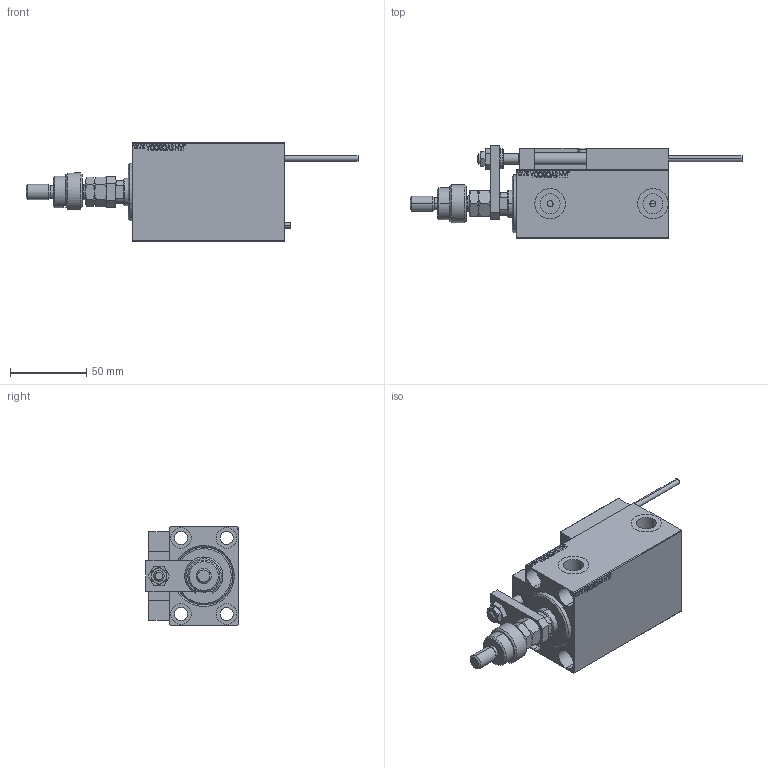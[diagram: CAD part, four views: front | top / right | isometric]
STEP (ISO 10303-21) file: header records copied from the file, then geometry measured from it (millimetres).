
FILE_DESCRIPTION (( 'STEP AP203' ), '1' );
FILE_NAME ('1c59.STEP', '2021-04-19T11:44:46', ( '' ), ( '' ), 'SwSTEP 2.0', 'SolidWorks 2019', '' );
FILE_SCHEMA (( 'CONFIG_CONTROL_DESIGN' ));
Length unit declared in the file: millimetre
Products named in the file (19): ALLEN BOLT D5 a8fa54415c8523b25360b68927fca414; MAGNET a8fa54415c8523b25360b68927fca414; SWITCH_X_FRONT_BACK a8fa54415c8523b25360b68927fca414; TYC_L79 a8fa54415c8523b25360b68927fca414; V450CM_VC_B a8fa54415c8523b25360b68927fca414; Block a8fa54415c8523b25360b68927fca414; SWITCH X a8fa54415c8523b25360b68927fca414; MFA a8fa54415c8523b25360b68927fca414; X_Y_DFA a8fa54415c8523b25360b68927fca414; FEMALE_PART_FOR_DFA a8fa54415c8523b25360b68927fca414; KONCOVKA a8fa54415c8523b25360b68927fca414; V450CM_C_VCP a8fa54415c8523b25360b68927fca414; NUT_D12 a8fa54415c8523b25360b68927fca414; SWITCH DIM B,W a8fa54415c8523b25360b68927fca414; NUT_D10 a8fa54415c8523b25360b68927fca414; V450CM_C a8fa54415c8523b25360b68927fca414; ALLEN BOLT D8 a8fa54415c8523b25360b68927fca414; 1c59; ZARAZKA a8fa54415c8523b25360b68927fca414
Assembly tree (28 placements, depth 3):
  1c59
    V450CM_C a8fa54415c8523b25360b68927fca414
    SWITCH X a8fa54415c8523b25360b68927fca414
      SWITCH_X_FRONT_BACK a8fa54415c8523b25360b68927fca414  x2
      TYC_L79 a8fa54415c8523b25360b68927fca414
      Block a8fa54415c8523b25360b68927fca414  x2
      ALLEN BOLT D5 a8fa54415c8523b25360b68927fca414  x4
      ALLEN BOLT D8 a8fa54415c8523b25360b68927fca414  x4
      MAGNET a8fa54415c8523b25360b68927fca414  x2
      KONCOVKA a8fa54415c8523b25360b68927fca414  x2
    NUT_D12 a8fa54415c8523b25360b68927fca414
    SWITCH DIM B,W a8fa54415c8523b25360b68927fca414
    ZARAZKA a8fa54415c8523b25360b68927fca414
    NUT_D10 a8fa54415c8523b25360b68927fca414
    V450CM_C_VCP a8fa54415c8523b25360b68927fca414
    V450CM_VC_B a8fa54415c8523b25360b68927fca414
    X_Y_DFA a8fa54415c8523b25360b68927fca414
      FEMALE_PART_FOR_DFA a8fa54415c8523b25360b68927fca414
      MFA a8fa54415c8523b25360b68927fca414
Bounding box: 218 x 60.5 x 65 mm (x, y, z)
Volume: 310345.9 mm3; surface area: 91068.3 mm2
Topology: 26 solids, 26 shells, 1384 faces, 3293 edges, 2092 vertices
Faces by surface type: plane 596, bspline 380, cylinder 203, cone 153, torus 48, sphere 4
Entity records: 53751 total; most frequent: CARTESIAN_POINT 26895, ORIENTED_EDGE 5606, DIRECTION 3910, EDGE_CURVE 2803, VERTEX_POINT 1816, VECTOR 1560, LINE 1560, EDGE_LOOP 1299
